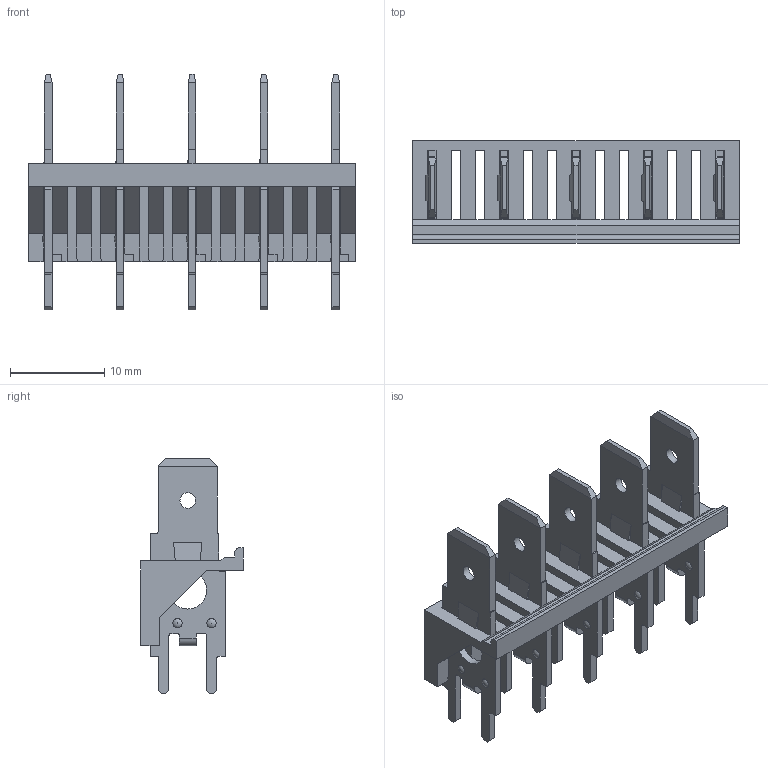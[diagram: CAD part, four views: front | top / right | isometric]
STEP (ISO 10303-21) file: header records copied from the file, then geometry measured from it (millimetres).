
FILE_DESCRIPTION(/* description */ ('Unknown'),/* implementation_level */ '2;1');
FILE_NAME(/* name */ 'J_Wurth_WR-FAST_638363222005',/* time_stamp */ '2025-06-19T16:16:27+08:00',/* author */ ('Unknown'),/* organization */ ('Unknown'),/* preprocessor_version */ 'ST-DEVELOPER v19.4',/* originating_system */ 'Solid Edge',/* authorisation */ 'Unknown');
FILE_SCHEMA (('AUTOMOTIVE_DESIGN {1 0 10303 214 3 1 1}'));
Length unit declared in the file: millimetre
Products named in the file (2): J_Wurth_WR-FAST_638363222005
Assembly tree (1 placements, depth 2):
  J_Wurth_WR-FAST_638363222005
    J_Wurth_WR-FAST_638363222005
Bounding box: 34.6 x 10.9 x 25 mm (x, y, z)
Volume: 1648.8 mm3; surface area: 3830.4 mm2
Topology: 6 solids, 6 shells, 413 faces, 1205 edges, 778 vertices
Faces by surface type: plane 307, cylinder 76, cone 20, torus 10
Full cylindrical faces by diameter (mm): 1.65 x5, 4 x5
Entity records: 13320 total; most frequent: CARTESIAN_POINT 2338, ORIENTED_EDGE 2310, DIRECTION 2157, EDGE_CURVE 1155, LINE 983, VECTOR 983, VERTEX_POINT 768, AXIS2_PLACEMENT_3D 587
